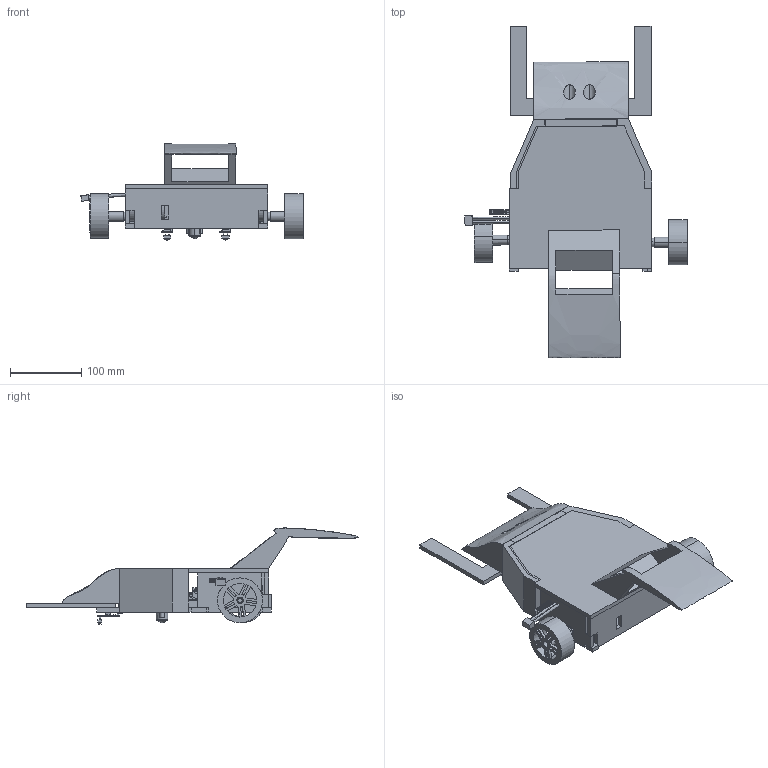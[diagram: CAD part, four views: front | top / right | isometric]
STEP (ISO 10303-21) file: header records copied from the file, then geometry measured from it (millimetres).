
FILE_DESCRIPTION (( 'STEP AP214' ), '1' );
FILE_NAME ('Chassis_assembly_Retro-design.STEP', '2022-06-18T22:56:04', ( '' ), ( '' ), 'SwSTEP 2.0', 'SolidWorks 2021', '' );
FILE_SCHEMA (( 'AUTOMOTIVE_DESIGN' ));
Length unit declared in the file: millimetre
Products named in the file (23): Teil2^Chassis_assembly_Retro-design; ultrasonic-sensor.step; breadboard.step; cover; arduino-UNO.step; infrared-sensor.step; front-wheel.stp; front-cover; cover-side; wheel-basic.step; lipo-battery.stp; motor.step; Bottom; Sides; wing; behind; sensor-Bracket; Chassis_assembly_Retro-design; motorcontroler.step; top; front-nose; back-S; Fork
Assembly tree (25 placements, depth 2):
  Teil2^Chassis_assembly_Retro-design
  behind
  Chassis_assembly_Retro-design
    Bottom
    Sides  x2
    arduino-UNO.step
    breadboard.step
    infrared-sensor.step  x2
    motor.step  x2
    motorcontroler.step
    ultrasonic-sensor.step
    wheel-basic.step  x2
    front-wheel.stp
    lipo-battery.stp
    sensor-Bracket
    top
    back-S
    cover
    cover-side
    front-cover
    wing
    Fork  x2
    front-nose
Bounding box: 312 x 466.06 x 134.86 mm (x, y, z)
Volume: 1683102.2 mm3; surface area: 478919 mm2
Topology: 25 solids, 25 shells, 1474 faces, 3659 edges, 2377 vertices
Faces by surface type: plane 1271, cylinder 169, bspline 24, torus 10
Entity records: 38586 total; most frequent: CARTESIAN_POINT 8770, ORIENTED_EDGE 6000, DIRECTION 5590, EDGE_CURVE 3000, LINE 2600, VECTOR 2600, VERTEX_POINT 1951, AXIS2_PLACEMENT_3D 1495
